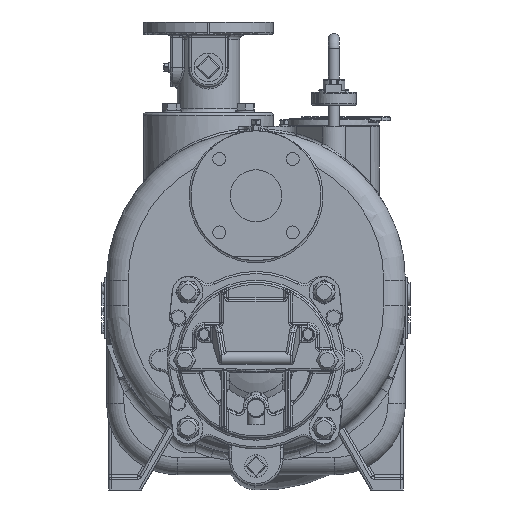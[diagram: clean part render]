
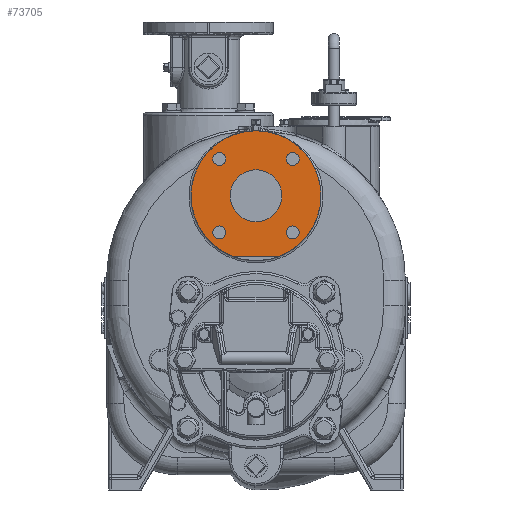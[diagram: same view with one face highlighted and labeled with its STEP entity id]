
A CAD part, front view. The second image highlights one B-rep face of the part: STEP entity #73705.
In plain terms, the highlighted planar face has unit normal (0, -1, 0).
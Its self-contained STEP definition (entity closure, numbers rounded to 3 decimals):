
#4651=LINE('',#115964,#8380);
#8380=VECTOR('',#91663,1000.);
#11479=PLANE('',#79053);
#24165=ORIENTED_EDGE('',*,*,#33010,.T.);
#24166=ORIENTED_EDGE('',*,*,#32284,.T.);
#24167=ORIENTED_EDGE('',*,*,#32285,.T.);
#24168=ORIENTED_EDGE('',*,*,#32286,.T.);
#24169=ORIENTED_EDGE('',*,*,#32287,.T.);
#24170=ORIENTED_EDGE('',*,*,#32292,.F.);
#24171=ORIENTED_EDGE('',*,*,#33011,.T.);
#32284=EDGE_CURVE('',#37755,#37755,#40614,.T.);
#32285=EDGE_CURVE('',#37756,#37756,#40615,.T.);
#32286=EDGE_CURVE('',#37757,#37757,#40616,.T.);
#32287=EDGE_CURVE('',#37758,#37758,#40617,.T.);
#32292=EDGE_CURVE('',#37762,#37759,#4651,.T.);
#33010=EDGE_CURVE('',#38179,#38179,#40953,.T.);
#33011=EDGE_CURVE('',#37762,#37759,#40954,.T.);
#37755=VERTEX_POINT('',#115929);
#37756=VERTEX_POINT('',#115932);
#37757=VERTEX_POINT('',#115935);
#37758=VERTEX_POINT('',#115938);
#37759=VERTEX_POINT('',#115941);
#37762=VERTEX_POINT('',#115963);
#38179=VERTEX_POINT('',#118608);
#40614=CIRCLE('',#78415,9.525);
#40615=CIRCLE('',#78417,9.525);
#40616=CIRCLE('',#78419,9.525);
#40617=CIRCLE('',#78421,9.525);
#40953=CIRCLE('',#79054,38.1);
#40954=CIRCLE('',#79055,95.25);
#44562=EDGE_LOOP('',(#24165));
#44563=EDGE_LOOP('',(#24166));
#44564=EDGE_LOOP('',(#24167));
#44565=EDGE_LOOP('',(#24168));
#44566=EDGE_LOOP('',(#24169));
#44567=EDGE_LOOP('',(#24170,#24171));
#48138=FACE_BOUND('',#44562,.T.);
#48139=FACE_BOUND('',#44563,.T.);
#48140=FACE_BOUND('',#44564,.T.);
#48141=FACE_BOUND('',#44565,.T.);
#48142=FACE_BOUND('',#44566,.T.);
#48143=FACE_BOUND('',#44567,.T.);
#73705=ADVANCED_FACE('',(#48138,#48139,#48140,#48141,#48142,#48143),#11479,
 .T.);
#78415=AXIS2_PLACEMENT_3D('',#115928,#91645,#91646);
#78417=AXIS2_PLACEMENT_3D('',#115931,#91649,#91650);
#78419=AXIS2_PLACEMENT_3D('',#115934,#91653,#91654);
#78421=AXIS2_PLACEMENT_3D('',#115937,#91657,#91658);
#79053=AXIS2_PLACEMENT_3D('',#118606,#93156,#93157);
#79054=AXIS2_PLACEMENT_3D('',#118607,#93158,#93159);
#79055=AXIS2_PLACEMENT_3D('',#118609,#93160,#93161);
#91645=DIRECTION('',(0.,1.,0.));
#91646=DIRECTION('',(1.,0.,0.));
#91649=DIRECTION('',(0.,1.,0.));
#91650=DIRECTION('',(0.,0.,-1.));
#91653=DIRECTION('',(0.,1.,0.));
#91654=DIRECTION('',(-1.,0.,0.));
#91657=DIRECTION('',(0.,1.,0.));
#91658=DIRECTION('',(0.,0.,1.));
#91663=DIRECTION('',(-1.,0.,0.));
#93156=DIRECTION('',(0.,-1.,0.));
#93157=DIRECTION('',(0.,0.,1.));
#93158=DIRECTION('',(0.,1.,0.));
#93159=DIRECTION('',(0.,0.,1.));
#93160=DIRECTION('',(0.,-1.,0.));
#93161=DIRECTION('',(0.,0.,1.));
#115928=CARTESIAN_POINT('',(53.882,-293.014,187.418));
#115929=CARTESIAN_POINT('',(63.407,-293.014,187.418));
#115931=CARTESIAN_POINT('',(-53.882,-293.014,187.418));
#115932=CARTESIAN_POINT('',(-53.882,-293.014,177.893));
#115934=CARTESIAN_POINT('',(-53.882,-293.014,295.182));
#115935=CARTESIAN_POINT('',(-63.407,-293.014,295.182));
#115937=CARTESIAN_POINT('',(53.882,-293.014,295.182));
#115938=CARTESIAN_POINT('',(53.882,-293.014,304.707));
#115941=CARTESIAN_POINT('',(-34.196,-293.014,152.4));
#115963=CARTESIAN_POINT('',(34.196,-293.014,152.4));
#115964=CARTESIAN_POINT('',(0.,-293.014,152.4));
#118606=CARTESIAN_POINT('',(0.,-293.014,241.3));
#118607=CARTESIAN_POINT('',(0.,-293.014,241.3));
#118608=CARTESIAN_POINT('',(0.,-293.014,279.4));
#118609=CARTESIAN_POINT('',(0.,-293.014,241.3));
